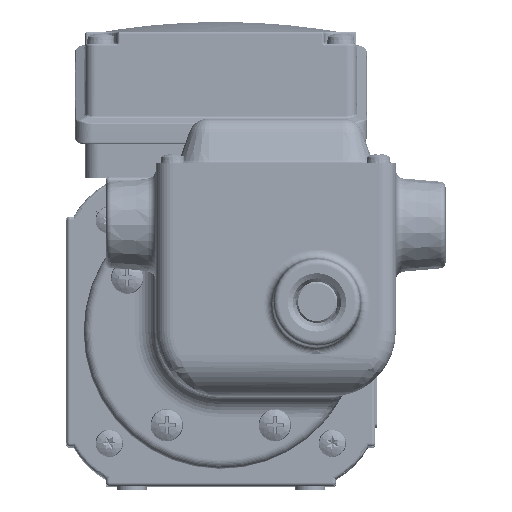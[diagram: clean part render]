
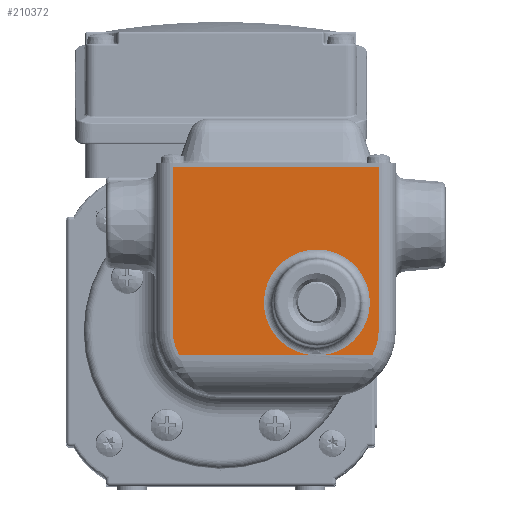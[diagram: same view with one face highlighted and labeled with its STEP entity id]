
A CAD part, top view. The second image highlights one B-rep face of the part: STEP entity #210372.
In plain terms, the highlighted planar face has unit normal (0, 0, 1).
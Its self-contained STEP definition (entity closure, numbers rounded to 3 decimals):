
#256 = CARTESIAN_POINT ( 'NONE',  ( 32., 0., 193. ) ) ;
#8113 = ORIENTED_EDGE ( 'NONE', *, *, #135037, .T. ) ;
#9724 = VECTOR ( 'NONE', #16606, 1000. ) ;
#15114 = DIRECTION ( 'NONE',  ( 1., 0., 0. ) ) ;
#16606 = DIRECTION ( 'NONE',  ( -1., 0., 0. ) ) ;
#17693 = DIRECTION ( 'NONE',  ( 1., 0., 0. ) ) ;
#18150 = DIRECTION ( 'NONE',  ( 0., 0., 1. ) ) ;
#22664 = EDGE_CURVE ( 'NONE', #75317, #125078, #105941, .T. ) ;
#24583 = CIRCLE ( 'NONE', #225055, 15.447 ) ;
#25959 = EDGE_CURVE ( 'NONE', #185082, #64656, #177098, .T. ) ;
#32513 = FACE_OUTER_BOUND ( 'NONE', #172059, .T. ) ;
#38882 = CARTESIAN_POINT ( 'NONE',  ( 46., 0., 193. ) ) ;
#40964 = CARTESIAN_POINT ( 'NONE',  ( 46., 48., 193. ) ) ;
#44740 = CARTESIAN_POINT ( 'NONE',  ( 28., 8.38, 193. ) ) ;
#44974 = EDGE_CURVE ( 'NONE', #156971, #64656, #102840, .T. ) ;
#45712 = VERTEX_POINT ( 'NONE', #117850 ) ;
#45800 = EDGE_CURVE ( 'NONE', #74464, #200978, #102211, .T. ) ;
#47336 = CARTESIAN_POINT ( 'NONE',  ( 46., 0., 193. ) ) ;
#50834 = DIRECTION ( 'NONE',  ( 0., 0., -1. ) ) ;
#58747 = AXIS2_PLACEMENT_3D ( 'NONE', #256, #121961, #17693 ) ;
#62126 = DIRECTION ( 'NONE',  ( 1., 0., 0. ) ) ;
#64656 = VERTEX_POINT ( 'NONE', #69903 ) ;
#69903 = CARTESIAN_POINT ( 'NONE',  ( -12.124, -7., 193. ) ) ;
#72879 = CARTESIAN_POINT ( 'NONE',  ( 0., 0., 193. ) ) ;
#74464 = VERTEX_POINT ( 'NONE', #99389 ) ;
#75317 = VERTEX_POINT ( 'NONE', #38882 ) ;
#76802 = LINE ( 'NONE', #223118, #163992 ) ;
#82225 = DIRECTION ( 'NONE',  ( 0., 1., 0. ) ) ;
#83868 = EDGE_CURVE ( 'NONE', #45712, #125078, #128775, .T. ) ;
#90481 = DIRECTION ( 'NONE',  ( 1., 0., 0. ) ) ;
#95443 = ORIENTED_EDGE ( 'NONE', *, *, #103139, .T. ) ;
#98518 = EDGE_CURVE ( 'NONE', #74464, #75317, #221855, .T. ) ;
#99389 = CARTESIAN_POINT ( 'NONE',  ( 44.124, -7., 193. ) ) ;
#102211 = LINE ( 'NONE', #120873, #9724 ) ;
#102501 = DIRECTION ( 'NONE',  ( -1., 0., 0. ) ) ;
#102840 = LINE ( 'NONE', #206648, #143732 ) ;
#103139 = EDGE_CURVE ( 'NONE', #156971, #182594, #163894, .T. ) ;
#104288 = AXIS2_PLACEMENT_3D ( 'NONE', #155076, #50834, #172574 ) ;
#105941 = LINE ( 'NONE', #47336, #152205 ) ;
#112741 = ORIENTED_EDGE ( 'NONE', *, *, #206459, .T. ) ;
#114340 = CARTESIAN_POINT ( 'NONE',  ( 43.447, 8.38, 193. ) ) ;
#117850 = CARTESIAN_POINT ( 'NONE',  ( -14., 48., 193. ) ) ;
#119040 = DIRECTION ( 'NONE',  ( 0., -1., 0. ) ) ;
#119394 = DIRECTION ( 'NONE',  ( 0., 0., -1. ) ) ;
#120873 = CARTESIAN_POINT ( 'NONE',  ( -19., -7., 193. ) ) ;
#121961 = DIRECTION ( 'NONE',  ( 0., 0., 1. ) ) ;
#122410 = CARTESIAN_POINT ( 'NONE',  ( 0., 0., 193. ) ) ;
#125078 = VERTEX_POINT ( 'NONE', #225139 ) ;
#125459 = CARTESIAN_POINT ( 'NONE',  ( 29.437, -7., 193. ) ) ;
#126007 = ORIENTED_EDGE ( 'NONE', *, *, #184067, .T. ) ;
#128775 = LINE ( 'NONE', #40964, #215668 ) ;
#135037 = EDGE_CURVE ( 'NONE', #182594, #219169, #24583, .T. ) ;
#135800 = CARTESIAN_POINT ( 'NONE',  ( -14., 0., 193. ) ) ;
#139945 = DIRECTION ( 'NONE',  ( 1., 0., 0. ) ) ;
#142572 = ORIENTED_EDGE ( 'NONE', *, *, #45800, .F. ) ;
#143732 = VECTOR ( 'NONE', #102501, 1000. ) ;
#152205 = VECTOR ( 'NONE', #82225, 1000. ) ;
#155076 = CARTESIAN_POINT ( 'NONE',  ( 28., 8.38, 193. ) ) ;
#156971 = VERTEX_POINT ( 'NONE', #186153 ) ;
#159518 = CARTESIAN_POINT ( 'NONE',  ( 12.553, 8.38, 193. ) ) ;
#162425 = AXIS2_PLACEMENT_3D ( 'NONE', #72879, #194586, #90481 ) ;
#163894 = CIRCLE ( 'NONE', #201676, 15.447 ) ;
#163992 = VECTOR ( 'NONE', #119040, 1000. ) ;
#166391 = DIRECTION ( 'NONE',  ( 0., 0., -1. ) ) ;
#172059 = EDGE_LOOP ( 'NONE', ( #180766, #208213, #112741, #177598, #183919, #95443, #8113, #126007, #142572, #182685 ) ) ;
#172574 = DIRECTION ( 'NONE',  ( 1., 0., 0. ) ) ;
#177098 = CIRCLE ( 'NONE', #189718, 14. ) ;
#177598 = ORIENTED_EDGE ( 'NONE', *, *, #25959, .T. ) ;
#180766 = ORIENTED_EDGE ( 'NONE', *, *, #22664, .T. ) ;
#182594 = VERTEX_POINT ( 'NONE', #159518 ) ;
#182685 = ORIENTED_EDGE ( 'NONE', *, *, #98518, .T. ) ;
#183919 = ORIENTED_EDGE ( 'NONE', *, *, #44974, .F. ) ;
#184067 = EDGE_CURVE ( 'NONE', #219169, #200978, #209153, .T. ) ;
#185082 = VERTEX_POINT ( 'NONE', #135800 ) ;
#186153 = CARTESIAN_POINT ( 'NONE',  ( 26.563, -7., 193. ) ) ;
#189718 = AXIS2_PLACEMENT_3D ( 'NONE', #122410, #18150, #139945 ) ;
#194586 = DIRECTION ( 'NONE',  ( 0., 0., 1. ) ) ;
#196776 = DIRECTION ( 'NONE',  ( 1., 0., 0. ) ) ;
#200978 = VERTEX_POINT ( 'NONE', #125459 ) ;
#201676 = AXIS2_PLACEMENT_3D ( 'NONE', #223461, #119394, #15114 ) ;
#206459 = EDGE_CURVE ( 'NONE', #45712, #185082, #76802, .T. ) ;
#206648 = CARTESIAN_POINT ( 'NONE',  ( -19., -7., 193. ) ) ;
#208213 = ORIENTED_EDGE ( 'NONE', *, *, #83868, .F. ) ;
#209153 = CIRCLE ( 'NONE', #104288, 15.447 ) ;
#210372 = ADVANCED_FACE ( 'NONE', ( #32513 ), #211329, .T. ) ;
#211329 = PLANE ( 'NONE',  #162425 ) ;
#215668 = VECTOR ( 'NONE', #196776, 1000. ) ;
#219169 = VERTEX_POINT ( 'NONE', #114340 ) ;
#221855 = CIRCLE ( 'NONE', #58747, 14. ) ;
#223118 = CARTESIAN_POINT ( 'NONE',  ( -14., 0., 193. ) ) ;
#223461 = CARTESIAN_POINT ( 'NONE',  ( 28., 8.38, 193. ) ) ;
#225055 = AXIS2_PLACEMENT_3D ( 'NONE', #44740, #166391, #62126 ) ;
#225139 = CARTESIAN_POINT ( 'NONE',  ( 46., 48., 193. ) ) ;
